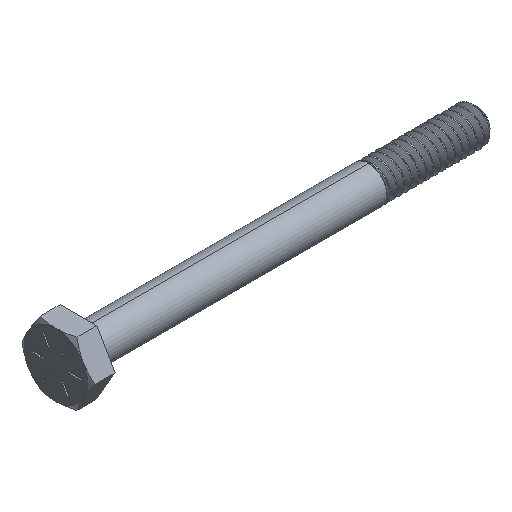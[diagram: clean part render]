
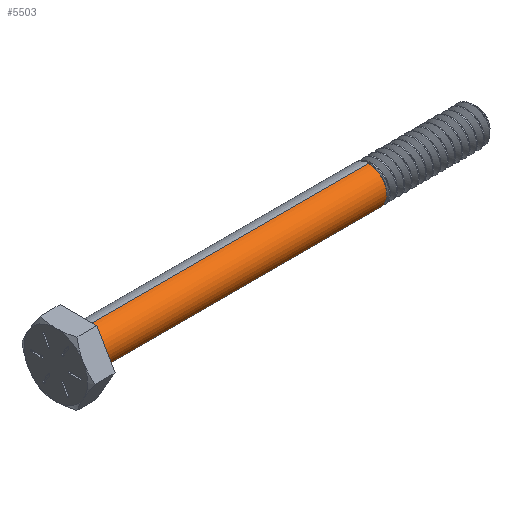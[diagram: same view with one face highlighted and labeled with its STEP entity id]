
A CAD part, isometric view. The second image highlights one B-rep face of the part: STEP entity #5503.
In plain terms, the highlighted cylindrical face has radius 3.175 mm (diameter 6.35 mm), a partial arc.
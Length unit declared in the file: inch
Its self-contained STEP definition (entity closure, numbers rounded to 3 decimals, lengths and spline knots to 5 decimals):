
#56 = VERTEX_POINT ( 'NONE', #203 ) ;
#57 = VERTEX_POINT ( 'NONE', #205 ) ;
#62 = VERTEX_POINT ( 'NONE', #208 ) ;
#108 = VERTEX_POINT ( 'NONE', #363 ) ;
#118 = VERTEX_POINT ( 'NONE', #389 ) ;
#167 = DIRECTION ( 'NONE',  ( 1., 0., 0. ) ) ;
#203 = CARTESIAN_POINT ( 'NONE',  ( 0.70313, 0., 0.125 ) ) ;
#205 = CARTESIAN_POINT ( 'NONE',  ( -1.29688, 0., -0.125 ) ) ;
#208 = CARTESIAN_POINT ( 'NONE',  ( -1.29688, 0., 0.125 ) ) ;
#290 = CARTESIAN_POINT ( 'NONE',  ( -1.29688, 0., 0.125 ) ) ;
#363 = CARTESIAN_POINT ( 'NONE',  ( 0.70313, -0.125, 0. ) ) ;
#389 = CARTESIAN_POINT ( 'NONE',  ( 0.70313, 0., -0.125 ) ) ;
#447 = DIRECTION ( 'NONE',  ( 0., -1., 0. ) ) ;
#448 = DIRECTION ( 'NONE',  ( -1., 0., 0. ) ) ;
#450 = CARTESIAN_POINT ( 'NONE',  ( 0.70313, 0., 0. ) ) ;
#677 = AXIS2_PLACEMENT_3D ( 'NONE', #6826, #6851, #6850 ) ;
#679 = AXIS2_PLACEMENT_3D ( 'NONE', #6949, #6947, #6946 ) ;
#739 = AXIS2_PLACEMENT_3D ( 'NONE', #5142, #5138, #5150 ) ;
#861 = EDGE_CURVE ( 'NONE', #108, #56, #1762, .T. ) ;
#877 = EDGE_CURVE ( 'NONE', #62, #56, #1780, .T. ) ;
#917 = EDGE_CURVE ( 'NONE', #118, #108, #1823, .T. ) ;
#924 = EDGE_CURVE ( 'NONE', #62, #57, #1542, .T. ) ;
#926 = EDGE_CURVE ( 'NONE', #57, #118, #1820, .T. ) ;
#1046 = EDGE_LOOP ( 'NONE', ( #1408, #1292, #1224, #1295, #1221 ) ) ;
#1221 = ORIENTED_EDGE ( 'NONE', *, *, #861, .T. ) ;
#1224 = ORIENTED_EDGE ( 'NONE', *, *, #926, .T. ) ;
#1292 = ORIENTED_EDGE ( 'NONE', *, *, #924, .T. ) ;
#1295 = ORIENTED_EDGE ( 'NONE', *, *, #917, .T. ) ;
#1408 = ORIENTED_EDGE ( 'NONE', *, *, #877, .F. ) ;
#1542 = CIRCLE ( 'NONE', #679, 0.125 ) ;
#1754 = VECTOR ( 'NONE', #6943, 39.37008 ) ;
#1762 = CIRCLE ( 'NONE', #3531, 0.125 ) ;
#1780 = LINE ( 'NONE', #290, #1782 ) ;
#1782 = VECTOR ( 'NONE', #167, 39.37008 ) ;
#1820 = LINE ( 'NONE', #6936, #1754 ) ;
#1823 = CIRCLE ( 'NONE', #677, 0.125 ) ;
#1946 = FACE_OUTER_BOUND ( 'NONE', #1046, .T. ) ;
#1954 = CYLINDRICAL_SURFACE ( 'NONE', #739, 0.125 ) ;
#3531 = AXIS2_PLACEMENT_3D ( 'NONE', #450, #448, #447 ) ;
#5138 = DIRECTION ( 'NONE',  ( 1., 0., 0. ) ) ;
#5142 = CARTESIAN_POINT ( 'NONE',  ( -1.29688, 0., 0. ) ) ;
#5150 = DIRECTION ( 'NONE',  ( 0., 0., -1. ) ) ;
#5503 = ADVANCED_FACE ( 'NONE', ( #1946 ), #1954, .T. ) ;
#6826 = CARTESIAN_POINT ( 'NONE',  ( 0.70313, 0., 0. ) ) ;
#6850 = DIRECTION ( 'NONE',  ( 0., -1., 0. ) ) ;
#6851 = DIRECTION ( 'NONE',  ( -1., 0., 0. ) ) ;
#6936 = CARTESIAN_POINT ( 'NONE',  ( -1.29688, 0., -0.125 ) ) ;
#6943 = DIRECTION ( 'NONE',  ( 1., 0., 0. ) ) ;
#6946 = DIRECTION ( 'NONE',  ( 0., 0., 1. ) ) ;
#6947 = DIRECTION ( 'NONE',  ( 1., 0., 0. ) ) ;
#6949 = CARTESIAN_POINT ( 'NONE',  ( -1.29688, 0., 0. ) ) ;
